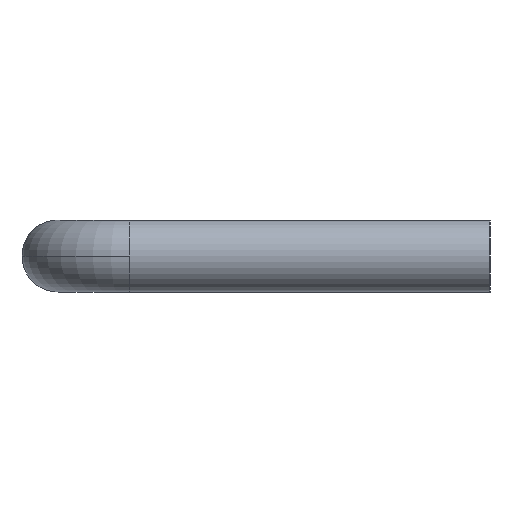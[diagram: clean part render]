
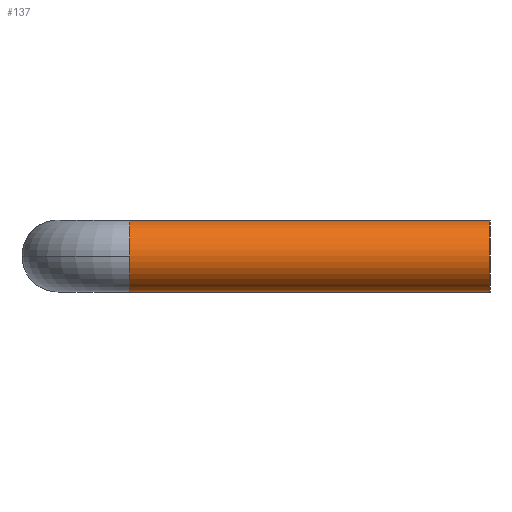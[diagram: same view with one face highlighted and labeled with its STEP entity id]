
A CAD part, left-side view. The second image highlights one B-rep face of the part: STEP entity #137.
In plain terms, the highlighted cylindrical face has radius 0.25 mm (diameter 0.5 mm), a partial arc.
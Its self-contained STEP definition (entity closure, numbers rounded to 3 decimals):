
#11 = EDGE_CURVE ( 'NONE', #164, #88, #205, .T. ) ;
#13 = ORIENTED_EDGE ( 'NONE', *, *, #316, .F. ) ;
#18 = CARTESIAN_POINT ( 'NONE',  ( 0., 0., 0. ) ) ;
#19 = CIRCLE ( 'NONE', #246, 0.25 ) ;
#43 = VERTEX_POINT ( 'NONE', #237 ) ;
#45 = AXIS2_PLACEMENT_3D ( 'NONE', #18, #175, #143 ) ;
#51 = VERTEX_POINT ( 'NONE', #377 ) ;
#58 = DIRECTION ( 'NONE',  ( 0., -1., 0. ) ) ;
#59 = CIRCLE ( 'NONE', #240, 0.25 ) ;
#61 = CARTESIAN_POINT ( 'NONE',  ( 0., 0., 0.25 ) ) ;
#70 = LINE ( 'NONE', #188, #301 ) ;
#88 = VERTEX_POINT ( 'NONE', #61 ) ;
#103 = ORIENTED_EDGE ( 'NONE', *, *, #130, .F. ) ;
#105 = DIRECTION ( 'NONE',  ( 0., 1., 0. ) ) ;
#122 = DIRECTION ( 'NONE',  ( 0., 0., -1. ) ) ;
#130 = EDGE_CURVE ( 'NONE', #43, #88, #406, .T. ) ;
#137 = ADVANCED_FACE ( 'NONE', ( #183 ), #310, .T. ) ;
#143 = DIRECTION ( 'NONE',  ( 0., 0., 1. ) ) ;
#157 = CARTESIAN_POINT ( 'NONE',  ( 0., 2.5, 0. ) ) ;
#164 = VERTEX_POINT ( 'NONE', #182 ) ;
#175 = DIRECTION ( 'NONE',  ( 0., 1., 0. ) ) ;
#182 = CARTESIAN_POINT ( 'NONE',  ( 0., 0., -0.25 ) ) ;
#183 = FACE_OUTER_BOUND ( 'NONE', #393, .T. ) ;
#188 = CARTESIAN_POINT ( 'NONE',  ( 0., 2., -0.25 ) ) ;
#205 = CIRCLE ( 'NONE', #45, 0.25 ) ;
#217 = DIRECTION ( 'NONE',  ( 0., 0., 1. ) ) ;
#219 = DIRECTION ( 'NONE',  ( 0., 1., 0. ) ) ;
#227 = EDGE_CURVE ( 'NONE', #51, #257, #19, .T. ) ;
#235 = EDGE_CURVE ( 'NONE', #51, #164, #70, .T. ) ;
#237 = CARTESIAN_POINT ( 'NONE',  ( 0., 2.5, 0.25 ) ) ;
#240 = AXIS2_PLACEMENT_3D ( 'NONE', #282, #219, #320 ) ;
#246 = AXIS2_PLACEMENT_3D ( 'NONE', #157, #105, #217 ) ;
#254 = ORIENTED_EDGE ( 'NONE', *, *, #235, .T. ) ;
#257 = VERTEX_POINT ( 'NONE', #286 ) ;
#282 = CARTESIAN_POINT ( 'NONE',  ( 0., 2.5, 0. ) ) ;
#286 = CARTESIAN_POINT ( 'NONE',  ( -0.25, 2.5, 0. ) ) ;
#290 = DIRECTION ( 'NONE',  ( 0., -1., 0. ) ) ;
#291 = VECTOR ( 'NONE', #58, 1000. ) ;
#301 = VECTOR ( 'NONE', #290, 1000. ) ;
#308 = CARTESIAN_POINT ( 'NONE',  ( 0., 2., 0. ) ) ;
#310 = CYLINDRICAL_SURFACE ( 'NONE', #349, 0.25 ) ;
#316 = EDGE_CURVE ( 'NONE', #257, #43, #59, .T. ) ;
#320 = DIRECTION ( 'NONE',  ( 0., 0., 1. ) ) ;
#343 = CARTESIAN_POINT ( 'NONE',  ( 0., 2., 0.25 ) ) ;
#349 = AXIS2_PLACEMENT_3D ( 'NONE', #308, #409, #122 ) ;
#364 = ORIENTED_EDGE ( 'NONE', *, *, #11, .T. ) ;
#377 = CARTESIAN_POINT ( 'NONE',  ( 0., 2.5, -0.25 ) ) ;
#390 = ORIENTED_EDGE ( 'NONE', *, *, #227, .F. ) ;
#393 = EDGE_LOOP ( 'NONE', ( #103, #13, #390, #254, #364 ) ) ;
#406 = LINE ( 'NONE', #343, #291 ) ;
#409 = DIRECTION ( 'NONE',  ( 0., -1., 0. ) ) ;
